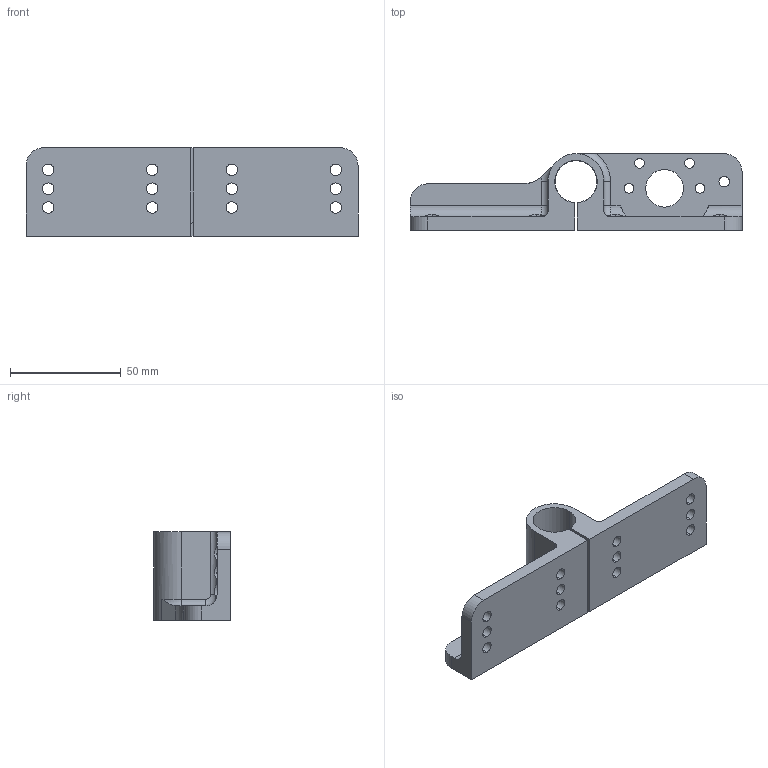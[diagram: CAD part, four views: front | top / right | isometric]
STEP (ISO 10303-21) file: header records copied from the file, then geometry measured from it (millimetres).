
FILE_DESCRIPTION (( 'STEP AP214' ), '1' );
FILE_NAME ('Z_Axis_Bed_Support 1204 Ballscrew v1-4.STEP', '2015-06-02T18:54:51', ( '' ), ( '' ), 'SwSTEP 2.0', 'SolidWorks 2015', '' );
FILE_SCHEMA (( 'AUTOMOTIVE_DESIGN' ));
Length unit declared in the file: millimetre
Products named in the file (1): Z_Axis_Bed_Support 1204 Ballscrew v1-4
Bounding box: 150 x 34.6 x 40 mm (x, y, z)
Volume: 64013 mm3; surface area: 26220 mm2
Topology: 1 solids, 1 shells, 111 faces, 315 edges, 206 vertices
Faces by surface type: cylinder 72, plane 19, cone 14, torus 4, bspline 2
Entity records: 4210 total; most frequent: CARTESIAN_POINT 1164, DIRECTION 644, ORIENTED_EDGE 630, EDGE_CURVE 315, AXIS2_PLACEMENT_3D 256, VERTEX_POINT 206, EDGE_LOOP 147, CIRCLE 146
